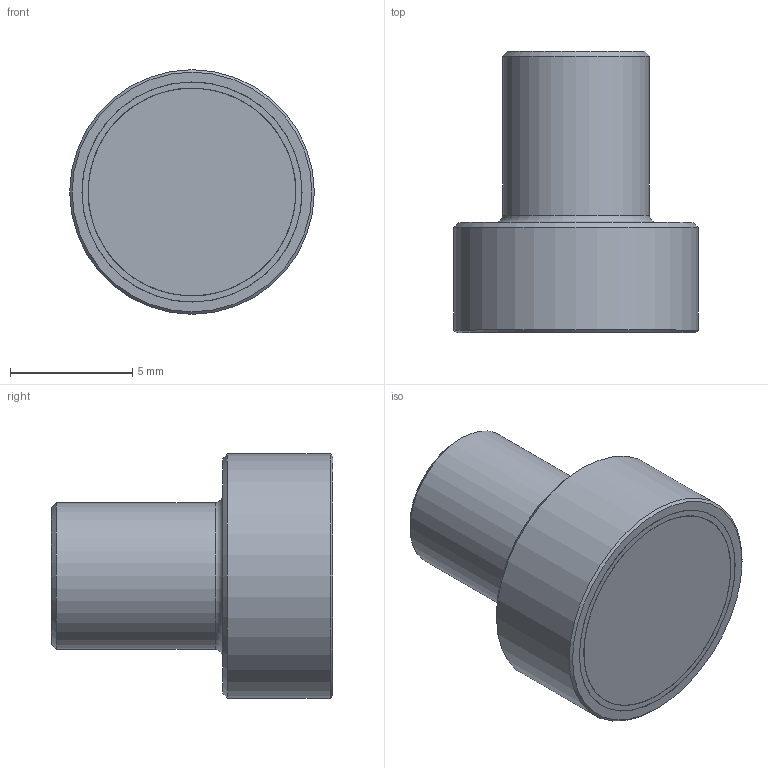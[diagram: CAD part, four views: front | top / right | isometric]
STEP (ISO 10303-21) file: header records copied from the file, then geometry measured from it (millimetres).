
FILE_DESCRIPTION(/* description */ (''),/* implementation_level */ '2;1');
FILE_NAME(/* name */ 'GM16501.stp',/* time_stamp */ '2019-09-25T08:26:58+02:00',/* author */ ('PV'),/* organization */ (''),/* preprocessor_version */ 'ST-DEVELOPER v17.2',/* originating_system */ 'Autodesk Inventor 2019',/* authorisation */ '');
FILE_SCHEMA (('AUTOMOTIVE_DESIGN { 1 0 10303 214 3 1 1 }'));
Length unit declared in the file: millimetre
Products named in the file (4): GM16501; E0122598; E0122597; E0122596
Assembly tree (3 placements, depth 2):
  GM16501
    E0122598
    E0122597
    E0122596
Bounding box: 10 x 11.5 x 10 mm (x, y, z)
Volume: 515 mm3; surface area: 933.1 mm2
Topology: 3 solids, 3 shells, 20 faces, 39 edges, 27 vertices
Faces by surface type: plane 8, cylinder 7, cone 4, torus 1
Full cylindrical faces by diameter (mm): 2.5 x1, 6 x1, 8.5 x2, 9 x2, 10 x1
Entity records: 688 total; most frequent: DIRECTION 119, CARTESIAN_POINT 92, ORIENTED_EDGE 76, AXIS2_PLACEMENT_3D 54, EDGE_CURVE 38, CIRCLE 27, VERTEX_POINT 27, EDGE_LOOP 25
